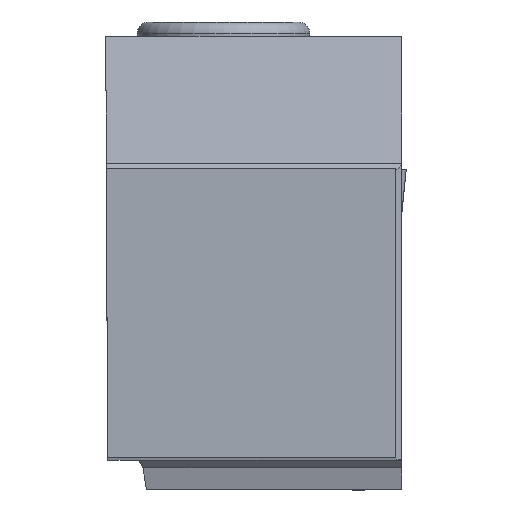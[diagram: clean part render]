
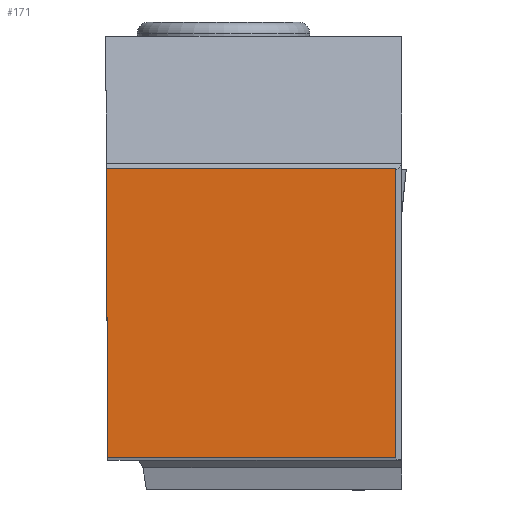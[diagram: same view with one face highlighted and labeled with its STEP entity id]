
A CAD part, top view. The second image highlights one B-rep face of the part: STEP entity #171.
In plain terms, the highlighted planar face has unit normal (0, 0, 1).
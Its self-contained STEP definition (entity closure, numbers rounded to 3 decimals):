
#171=ADVANCED_FACE('BLANK_BOXF006',(#283),#224,.F.);
#224=PLANE('',#1404);
#283=FACE_OUTER_BOUND('',#345,.T.);
#345=EDGE_LOOP('',(#879,#880,#881,#882));
#479=LINE('',#2226,#620);
#480=LINE('',#2229,#621);
#481=LINE('',#2231,#622);
#482=LINE('',#2233,#623);
#620=VECTOR('',#1662,1.);
#621=VECTOR('',#1663,1.);
#622=VECTOR('',#1664,1.);
#623=VECTOR('',#1665,1.);
#879=ORIENTED_EDGE('',*,*,#1237,.T.);
#880=ORIENTED_EDGE('',*,*,#1238,.T.);
#881=ORIENTED_EDGE('',*,*,#1239,.T.);
#882=ORIENTED_EDGE('',*,*,#1240,.T.);
#1087=VERTEX_POINT('',#2227);
#1088=VERTEX_POINT('',#2228);
#1089=VERTEX_POINT('',#2230);
#1090=VERTEX_POINT('',#2232);
#1237=EDGE_CURVE('',#1087,#1088,#479,.T.);
#1238=EDGE_CURVE('',#1088,#1089,#480,.T.);
#1239=EDGE_CURVE('',#1089,#1090,#481,.T.);
#1240=EDGE_CURVE('',#1090,#1087,#482,.T.);
#1404=AXIS2_PLACEMENT_3D('',#2234,#1666,#1667);
#1662=DIRECTION('',(0.,1.,0.));
#1663=DIRECTION('',(-1.,0.,0.));
#1664=DIRECTION('',(0.004,-1.,0.));
#1665=DIRECTION('',(1.,0.,0.));
#1666=DIRECTION('',(0.,0.,-1.));
#1667=DIRECTION('',(0.,-1.,0.));
#2226=CARTESIAN_POINT('',(19.875,-125.35,0.));
#2227=CARTESIAN_POINT('',(19.875,0.,0.));
#2228=CARTESIAN_POINT('',(19.875,19.875,0.));
#2229=CARTESIAN_POINT('',(125.35,19.875,0.));
#2230=CARTESIAN_POINT('',(0.,19.875,0.));
#2231=CARTESIAN_POINT('',(-0.46,125.349,0.));
#2232=CARTESIAN_POINT('',(0.087,0.,0.));
#2233=CARTESIAN_POINT('',(-125.35,0.,0.));
#2234=CARTESIAN_POINT('',(20.275,-2.,0.));
